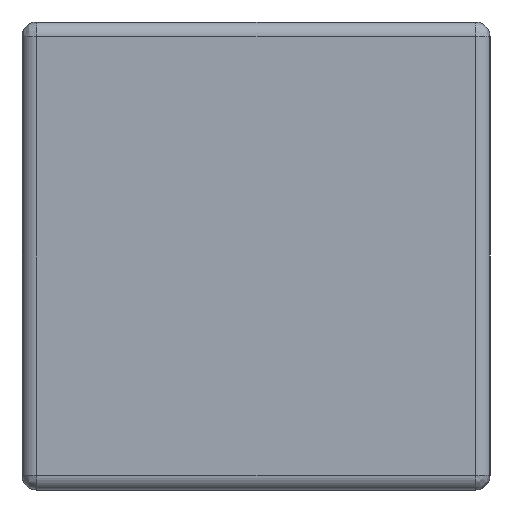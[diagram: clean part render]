
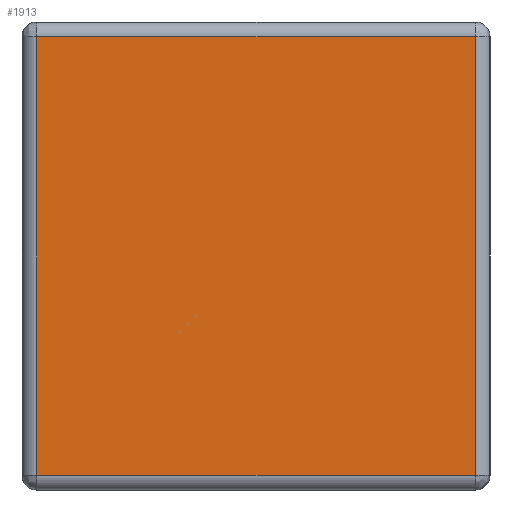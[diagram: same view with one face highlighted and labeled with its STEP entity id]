
A CAD part, left-side view. The second image highlights one B-rep face of the part: STEP entity #1913.
In plain terms, the highlighted planar face has unit normal (-1, 0, 0).
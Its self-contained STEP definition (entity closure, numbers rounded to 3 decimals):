
#137 = CARTESIAN_POINT ( 'NONE',  ( -0.8, -0.375, 0. ) ) ;
#178 = LINE ( 'NONE', #576, #492 ) ;
#240 = VERTEX_POINT ( 'NONE', #537 ) ;
#431 = EDGE_CURVE ( 'NONE', #2441, #240, #1067, .T. ) ;
#490 = EDGE_CURVE ( 'NONE', #724, #2717, #1776, .T. ) ;
#492 = VECTOR ( 'NONE', #2134, 1000. ) ;
#537 = CARTESIAN_POINT ( 'NONE',  ( -0.8, -0.375, 0.775 ) ) ;
#546 = CARTESIAN_POINT ( 'NONE',  ( -0.8, 0.375, 0. ) ) ;
#576 = CARTESIAN_POINT ( 'NONE',  ( -0.8, -0.4, 0.025 ) ) ;
#586 = PLANE ( 'NONE',  #1956 ) ;
#724 = VERTEX_POINT ( 'NONE', #1754 ) ;
#736 = ORIENTED_EDGE ( 'NONE', *, *, #2101, .T. ) ;
#810 = DIRECTION ( 'NONE',  ( -1., 0., 0. ) ) ;
#898 = DIRECTION ( 'NONE',  ( 0., 1., 0. ) ) ;
#951 = CARTESIAN_POINT ( 'NONE',  ( -0.8, -0.375, 0.025 ) ) ;
#974 = DIRECTION ( 'NONE',  ( 0., 0., -1. ) ) ;
#1067 = LINE ( 'NONE', #137, #1513 ) ;
#1245 = ORIENTED_EDGE ( 'NONE', *, *, #490, .T. ) ;
#1266 = EDGE_LOOP ( 'NONE', ( #1315, #736, #1245, #1795 ) ) ;
#1315 = ORIENTED_EDGE ( 'NONE', *, *, #431, .T. ) ;
#1347 = CARTESIAN_POINT ( 'NONE',  ( -0.8, -0.4, 0.775 ) ) ;
#1513 = VECTOR ( 'NONE', #2607, 1000. ) ;
#1754 = CARTESIAN_POINT ( 'NONE',  ( -0.8, 0.375, 0.775 ) ) ;
#1776 = LINE ( 'NONE', #546, #2874 ) ;
#1795 = ORIENTED_EDGE ( 'NONE', *, *, #1944, .T. ) ;
#1913 = ADVANCED_FACE ( 'NONE', ( #2210 ), #586, .T. ) ;
#1944 = EDGE_CURVE ( 'NONE', #2717, #2441, #178, .T. ) ;
#1956 = AXIS2_PLACEMENT_3D ( 'NONE', #2848, #810, #2369 ) ;
#1971 = VECTOR ( 'NONE', #898, 1000. ) ;
#2101 = EDGE_CURVE ( 'NONE', #240, #724, #2600, .T. ) ;
#2134 = DIRECTION ( 'NONE',  ( 0., -1., 0. ) ) ;
#2210 = FACE_OUTER_BOUND ( 'NONE', #1266, .T. ) ;
#2369 = DIRECTION ( 'NONE',  ( 0., 0., 1. ) ) ;
#2441 = VERTEX_POINT ( 'NONE', #951 ) ;
#2600 = LINE ( 'NONE', #1347, #1971 ) ;
#2607 = DIRECTION ( 'NONE',  ( 0., 0., 1. ) ) ;
#2630 = CARTESIAN_POINT ( 'NONE',  ( -0.8, 0.375, 0.025 ) ) ;
#2717 = VERTEX_POINT ( 'NONE', #2630 ) ;
#2848 = CARTESIAN_POINT ( 'NONE',  ( -0.8, -0.4, 0. ) ) ;
#2874 = VECTOR ( 'NONE', #974, 1000. ) ;
